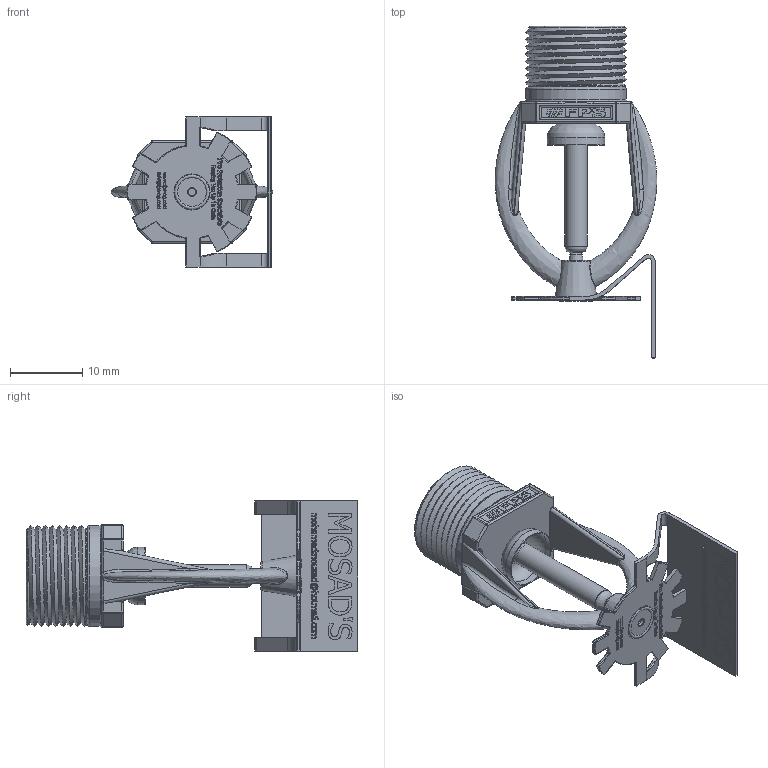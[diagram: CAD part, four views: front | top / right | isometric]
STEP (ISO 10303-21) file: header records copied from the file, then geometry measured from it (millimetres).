
FILE_DESCRIPTION(/* description */ (''),/* implementation_level */ '2;1');
FILE_NAME(/* name */ 'side wall one part.stp',/* time_stamp */ '2022-06-22T15:14:52-05:00',/* author */ ('parva'),/* organization */ (''),/* preprocessor_version */ 'ST-DEVELOPER v18.1',/* originating_system */ 'Autodesk Inventor 2022',/* authorisation */ '');
FILE_SCHEMA (('AUTOMOTIVE_DESIGN { 1 0 10303 214 3 1 1 }'));
Products named in the file (1): side wall one part
Bounding box: 22.4 x 46 x 20.8 mm (x, y, z)
Volume: 2007.1 mm3; surface area: 4470.3 mm2
Topology: 5 solids, 5 shells, 4213 faces, 11304 edges, 7473 vertices
Faces by surface type: plane 2073, bspline 1844, cylinder 211, torus 67, sphere 16, cone 2
Full cylindrical faces by diameter (mm): 0.075 x1, 0.134 x1, 0.213 x1, 0.33 x1, 0.684 x1, 0.697 x1, 1 x2, 1.2 x1, 3 x2, 3.1 x1, 4 x1, 5 x1, 7.8 x1, 8 x1, 8.575 x1, 9.175 x1, 10.5 x1, 11.5 x2, 14 x1
Entity records: 151538 total; most frequent: CARTESIAN_POINT 55738, ORIENTED_EDGE 22608, DIRECTION 12917, EDGE_CURVE 11304, VERTEX_POINT 7473, LINE 7019, VECTOR 7019, EDGE_LOOP 4595
